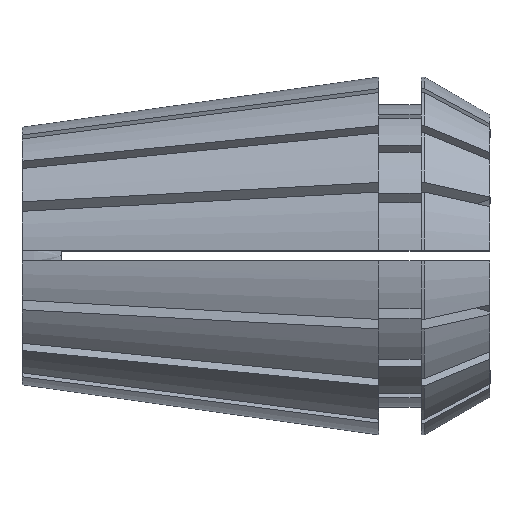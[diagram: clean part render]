
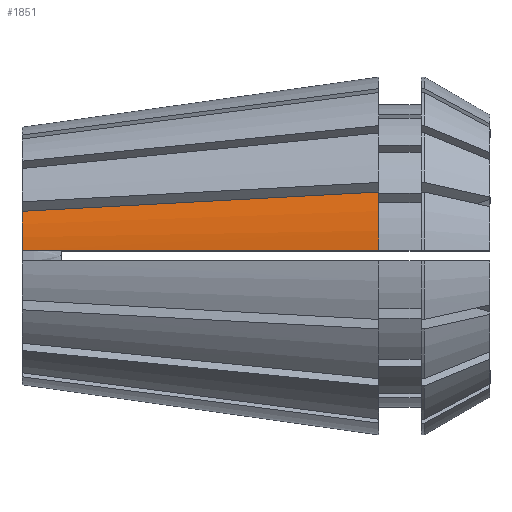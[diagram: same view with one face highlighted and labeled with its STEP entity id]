
A CAD part, top view. The second image highlights one B-rep face of the part: STEP entity #1851.
In plain terms, the highlighted conical face has half-angle 8 degrees and reference radius 13 mm.
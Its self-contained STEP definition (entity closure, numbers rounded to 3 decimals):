
#64 = CARTESIAN_POINT ( 'NONE',  ( 25.9, 4.626, 12.149 ) ) ;
#157 = CARTESIAN_POINT ( 'NONE',  ( 25.9, 4.626, 12.149 ) ) ;
#321 = DIRECTION ( 'NONE',  ( -1., 0., 0. ) ) ;
#429 = B_SPLINE_CURVE_WITH_KNOTS ( 'NONE', 3,
 ( #1082, #3708, #5104, #2420, #5541, #2863, #157 ),
 .UNSPECIFIED., .F., .F.,
 ( 4, 3, 4 ),
 ( 0., 0.016, 0.026 ),
 .UNSPECIFIED. ) ;
#764 = AXIS2_PLACEMENT_3D ( 'NONE', #3792, #4616, #2768 ) ;
#941 = DIRECTION ( 'NONE',  ( -1., 0., 0. ) ) ;
#1060 = CARTESIAN_POINT ( 'NONE',  ( 0., 3.233, 8.784 ) ) ;
#1082 = CARTESIAN_POINT ( 'NONE',  ( 0., 3.233, 8.784 ) ) ;
#1155 = CARTESIAN_POINT ( 'NONE',  ( 22.187, 0.375, 12.473 ) ) ;
#1298 = CONICAL_SURFACE ( 'NONE', #764, 13., 0.14 ) ;
#1538 = VERTEX_POINT ( 'NONE', #1060 ) ;
#1580 = VERTEX_POINT ( 'NONE', #64 ) ;
#1638 = CARTESIAN_POINT ( 'NONE',  ( 8.951, 0.375, 10.612 ) ) ;
#1770 = CARTESIAN_POINT ( 'NONE',  ( 0., 0.375, 9.353 ) ) ;
#1806 = EDGE_CURVE ( 'NONE', #2559, #3225, #1886, .T. ) ;
#1851 = ADVANCED_FACE ( 'NONE', ( #4987 ), #1298, .T. ) ;
#1860 = CIRCLE ( 'NONE', #5297, 13. ) ;
#1886 = B_SPLINE_CURVE_WITH_KNOTS ( 'NONE', 3,
 ( #5176, #3783, #1155, #4269, #3399, #1638, #1913, #1929, #2082, #1770 ),
 .UNSPECIFIED., .F., .F.,
 ( 4, 3, 3, 4 ),
 ( 0.051, 0.057, 0.074, 0.078 ),
 .UNSPECIFIED. ) ;
#1913 = CARTESIAN_POINT ( 'NONE',  ( 3.261, 0.375, 9.811 ) ) ;
#1929 = CARTESIAN_POINT ( 'NONE',  ( 2.174, 0.375, 9.659 ) ) ;
#1940 = EDGE_CURVE ( 'NONE', #3225, #1538, #2334, .T. ) ;
#2082 = CARTESIAN_POINT ( 'NONE',  ( 1.087, 0.375, 9.506 ) ) ;
#2334 = CIRCLE ( 'NONE', #4821, 9.36 ) ;
#2376 = EDGE_LOOP ( 'NONE', ( #5041, #4304, #4102, #5166 ) ) ;
#2396 = CARTESIAN_POINT ( 'NONE',  ( 0., 0.375, 9.353 ) ) ;
#2420 = CARTESIAN_POINT ( 'NONE',  ( 16.273, 4.108, 10.899 ) ) ;
#2559 = VERTEX_POINT ( 'NONE', #4756 ) ;
#2768 = DIRECTION ( 'NONE',  ( 0., 0., -1. ) ) ;
#2863 = CARTESIAN_POINT ( 'NONE',  ( 22.691, 4.454, 11.732 ) ) ;
#3004 = CARTESIAN_POINT ( 'NONE',  ( 25.9, 0., 0. ) ) ;
#3034 = CARTESIAN_POINT ( 'NONE',  ( 0., 0., 0. ) ) ;
#3225 = VERTEX_POINT ( 'NONE', #2396 ) ;
#3399 = CARTESIAN_POINT ( 'NONE',  ( 14.641, 0.375, 11.412 ) ) ;
#3429 = DIRECTION ( 'NONE',  ( 0., 0., 1. ) ) ;
#3708 = CARTESIAN_POINT ( 'NONE',  ( 5.424, 3.525, 9.489 ) ) ;
#3783 = CARTESIAN_POINT ( 'NONE',  ( 24.044, 0.375, 12.734 ) ) ;
#3792 = CARTESIAN_POINT ( 'NONE',  ( 25.9, 0., 0. ) ) ;
#4102 = ORIENTED_EDGE ( 'NONE', *, *, #1806, .F. ) ;
#4269 = CARTESIAN_POINT ( 'NONE',  ( 20.331, 0.375, 12.212 ) ) ;
#4304 = ORIENTED_EDGE ( 'NONE', *, *, #1940, .F. ) ;
#4616 = DIRECTION ( 'NONE',  ( 1., 0., 0. ) ) ;
#4756 = CARTESIAN_POINT ( 'NONE',  ( 25.9, 0.375, 12.995 ) ) ;
#4787 = DIRECTION ( 'NONE',  ( 0., 0., 1. ) ) ;
#4821 = AXIS2_PLACEMENT_3D ( 'NONE', #3034, #941, #4787 ) ;
#4987 = FACE_OUTER_BOUND ( 'NONE', #2376, .T. ) ;
#5041 = ORIENTED_EDGE ( 'NONE', *, *, #5280, .F. ) ;
#5104 = CARTESIAN_POINT ( 'NONE',  ( 10.849, 3.817, 10.194 ) ) ;
#5166 = ORIENTED_EDGE ( 'NONE', *, *, #5507, .T. ) ;
#5176 = CARTESIAN_POINT ( 'NONE',  ( 25.9, 0.375, 12.995 ) ) ;
#5280 = EDGE_CURVE ( 'NONE', #1538, #1580, #429, .T. ) ;
#5297 = AXIS2_PLACEMENT_3D ( 'NONE', #3004, #321, #3429 ) ;
#5507 = EDGE_CURVE ( 'NONE', #2559, #1580, #1860, .T. ) ;
#5541 = CARTESIAN_POINT ( 'NONE',  ( 19.482, 4.281, 11.316 ) ) ;
